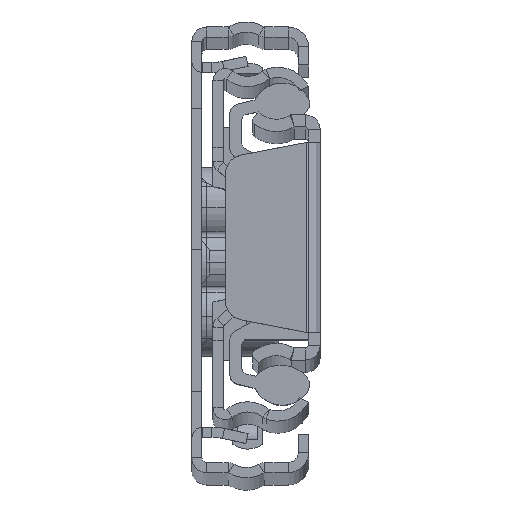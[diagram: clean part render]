
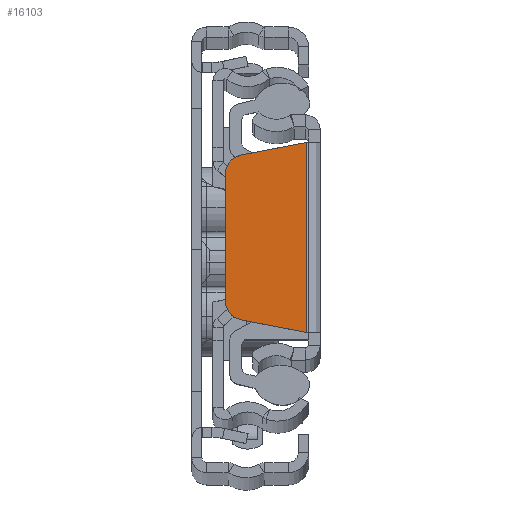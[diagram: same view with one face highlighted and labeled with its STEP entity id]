
A CAD part, top view. The second image highlights one B-rep face of the part: STEP entity #16103.
In plain terms, the highlighted planar face has unit normal (0, 0, 1).
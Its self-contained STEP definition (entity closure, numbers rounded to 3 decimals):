
#157 = ORIENTED_EDGE ( 'NONE', *, *, #12242, .T. ) ;
#304 = CARTESIAN_POINT ( 'NONE',  ( -7.778, 8.147, 0. ) ) ;
#1525 = CARTESIAN_POINT ( 'NONE',  ( -1.36, -9.379, 0. ) ) ;
#1887 = CARTESIAN_POINT ( 'NONE',  ( -7.778, -8.147, 0. ) ) ;
#2015 = LINE ( 'NONE', #5659, #13733 ) ;
#2097 = VERTEX_POINT ( 'NONE', #19449 ) ;
#2326 = AXIS2_PLACEMENT_3D ( 'NONE', #14209, #17602, #5281 ) ;
#2360 = ORIENTED_EDGE ( 'NONE', *, *, #15540, .T. ) ;
#2399 = DIRECTION ( 'NONE',  ( 0., -1., 0. ) ) ;
#2459 = PLANE ( 'NONE',  #8542 ) ;
#2918 = VECTOR ( 'NONE', #20537, 1000. ) ;
#3625 = EDGE_CURVE ( 'NONE', #6464, #2097, #13480, .T. ) ;
#4893 = DIRECTION ( 'NONE',  ( -1., 0., 0. ) ) ;
#5281 = DIRECTION ( 'NONE',  ( -1., 0., 0. ) ) ;
#5647 = DIRECTION ( 'NONE',  ( -1., 0., 0. ) ) ;
#5659 = CARTESIAN_POINT ( 'NONE',  ( -1.786, 9.298, 0. ) ) ;
#6464 = VERTEX_POINT ( 'NONE', #17502 ) ;
#6563 = VECTOR ( 'NONE', #17697, 1000. ) ;
#7412 = DIRECTION ( 'NONE',  ( 0., 0., -1. ) ) ;
#7632 = CARTESIAN_POINT ( 'NONE',  ( 0., 0., 0. ) ) ;
#7697 = ORIENTED_EDGE ( 'NONE', *, *, #20440, .T. ) ;
#7993 = EDGE_LOOP ( 'NONE', ( #11427, #14786, #157, #9412, #7697, #2360 ) ) ;
#8124 = EDGE_CURVE ( 'NONE', #2097, #10641, #12812, .T. ) ;
#8542 = AXIS2_PLACEMENT_3D ( 'NONE', #7632, #7412, #5647 ) ;
#9412 = ORIENTED_EDGE ( 'NONE', *, *, #15781, .F. ) ;
#9527 = VERTEX_POINT ( 'NONE', #16918 ) ;
#10641 = VERTEX_POINT ( 'NONE', #1887 ) ;
#11427 = ORIENTED_EDGE ( 'NONE', *, *, #3625, .T. ) ;
#12238 = CIRCLE ( 'NONE', #21640, 2. ) ;
#12242 = EDGE_CURVE ( 'NONE', #10641, #19190, #19356, .T. ) ;
#12812 = CIRCLE ( 'NONE', #2326, 2. ) ;
#13480 = LINE ( 'NONE', #16658, #2918 ) ;
#13733 = VECTOR ( 'NONE', #17864, 1000. ) ;
#13771 = VECTOR ( 'NONE', #2399, 1000. ) ;
#14209 = CARTESIAN_POINT ( 'NONE',  ( -7.401, -6.183, 0. ) ) ;
#14569 = FACE_OUTER_BOUND ( 'NONE', #7993, .T. ) ;
#14786 = ORIENTED_EDGE ( 'NONE', *, *, #8124, .T. ) ;
#15540 = EDGE_CURVE ( 'NONE', #16962, #6464, #12238, .T. ) ;
#15781 = EDGE_CURVE ( 'NONE', #9527, #19190, #18480, .T. ) ;
#15950 = CARTESIAN_POINT ( 'NONE',  ( -1.786, -9.298, 0. ) ) ;
#16103 = ADVANCED_FACE ( 'NONE', ( #14569 ), #2459, .F. ) ;
#16658 = CARTESIAN_POINT ( 'NONE',  ( -9.401, 0., 0. ) ) ;
#16918 = CARTESIAN_POINT ( 'NONE',  ( -1.36, 9.379, 0. ) ) ;
#16962 = VERTEX_POINT ( 'NONE', #304 ) ;
#17502 = CARTESIAN_POINT ( 'NONE',  ( -9.401, 6.183, 0. ) ) ;
#17602 = DIRECTION ( 'NONE',  ( 0., 0., 1. ) ) ;
#17697 = DIRECTION ( 'NONE',  ( 0.982, -0.189, 0. ) ) ;
#17864 = DIRECTION ( 'NONE',  ( -0.982, -0.189, 0. ) ) ;
#18480 = LINE ( 'NONE', #22127, #13771 ) ;
#19096 = CARTESIAN_POINT ( 'NONE',  ( -7.401, 6.183, 0. ) ) ;
#19190 = VERTEX_POINT ( 'NONE', #1525 ) ;
#19356 = LINE ( 'NONE', #15950, #6563 ) ;
#19449 = CARTESIAN_POINT ( 'NONE',  ( -9.401, -6.183, 0. ) ) ;
#20440 = EDGE_CURVE ( 'NONE', #9527, #16962, #2015, .T. ) ;
#20537 = DIRECTION ( 'NONE',  ( 0., -1., 0. ) ) ;
#21640 = AXIS2_PLACEMENT_3D ( 'NONE', #19096, #22965, #4893 ) ;
#22127 = CARTESIAN_POINT ( 'NONE',  ( -1.36, -9.379, 0. ) ) ;
#22965 = DIRECTION ( 'NONE',  ( 0., 0., 1. ) ) ;
